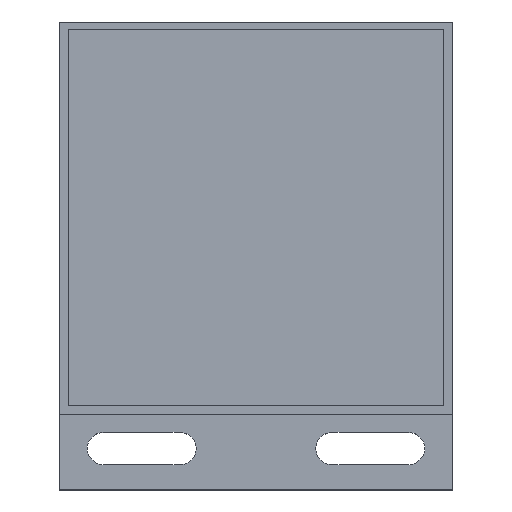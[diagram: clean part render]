
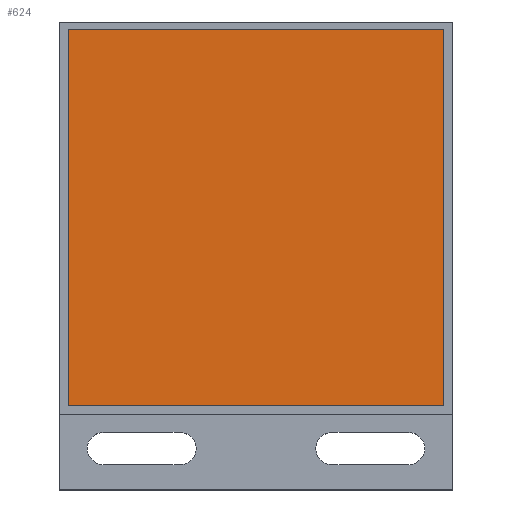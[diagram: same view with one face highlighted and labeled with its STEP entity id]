
A CAD part, top view. The second image highlights one B-rep face of the part: STEP entity #624.
In plain terms, the highlighted planar face has unit normal (0, 0, 1).
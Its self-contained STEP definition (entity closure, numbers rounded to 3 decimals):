
#205=DIRECTION('',(0.,-1.,0.));
#206=VECTOR('',#205,49.);
#207=CARTESIAN_POINT('',(-24.5,29.5,7.8));
#208=LINE('',#207,#206);
#209=DIRECTION('',(-1.,0.,0.));
#210=VECTOR('',#209,49.);
#211=CARTESIAN_POINT('',(24.5,29.5,7.8));
#212=LINE('',#211,#210);
#213=DIRECTION('',(0.,1.,0.));
#214=VECTOR('',#213,49.);
#215=CARTESIAN_POINT('',(24.5,-19.5,7.8));
#216=LINE('',#215,#214);
#217=DIRECTION('',(1.,0.,0.));
#218=VECTOR('',#217,49.);
#219=CARTESIAN_POINT('',(-24.5,-19.5,7.8));
#220=LINE('',#219,#218);
#249=CARTESIAN_POINT('',(-24.5,29.5,7.8));
#250=CARTESIAN_POINT('',(-24.5,-19.5,7.8));
#251=VERTEX_POINT('',#249);
#252=VERTEX_POINT('',#250);
#253=CARTESIAN_POINT('',(24.5,-19.5,7.8));
#254=VERTEX_POINT('',#253);
#255=CARTESIAN_POINT('',(24.5,29.5,7.8));
#256=VERTEX_POINT('',#255);
#613=CARTESIAN_POINT('',(0.,0.,7.8));
#614=DIRECTION('',(0.,0.,1.));
#615=DIRECTION('',(1.,0.,0.));
#616=AXIS2_PLACEMENT_3D('',#613,#614,#615);
#617=PLANE('',#616);
#618=ORIENTED_EDGE('',*,*,#565,.F.);
#619=ORIENTED_EDGE('',*,*,#580,.F.);
#620=ORIENTED_EDGE('',*,*,#594,.F.);
#621=ORIENTED_EDGE('',*,*,#607,.F.);
#622=EDGE_LOOP('',(#618,#619,#620,#621));
#623=FACE_OUTER_BOUND('',#622,.F.);
#624=ADVANCED_FACE('',(#623),#617,.T.);
#565=EDGE_CURVE('',#251,#252,#208,.T.);
#580=EDGE_CURVE('',#256,#251,#212,.T.);
#594=EDGE_CURVE('',#254,#256,#216,.T.);
#607=EDGE_CURVE('',#252,#254,#220,.T.);
